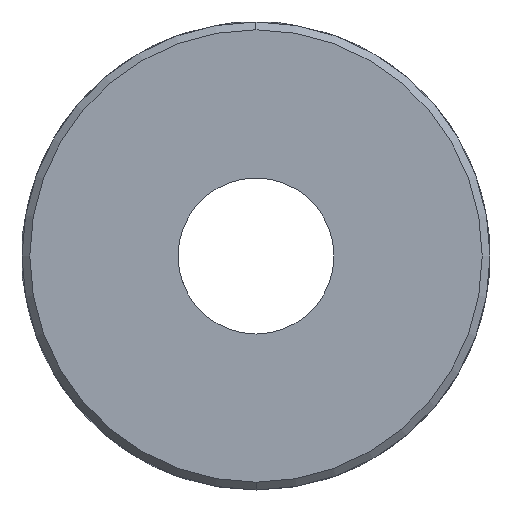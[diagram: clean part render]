
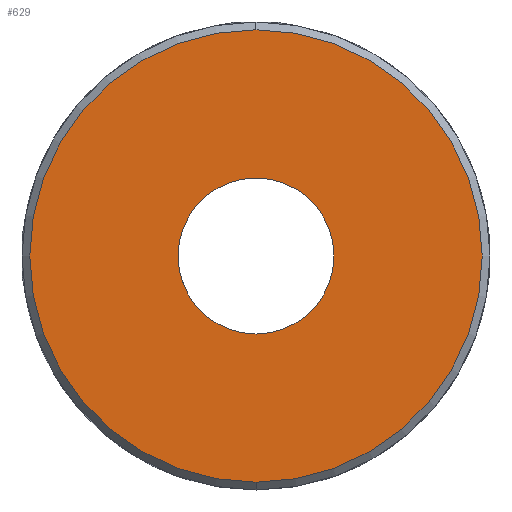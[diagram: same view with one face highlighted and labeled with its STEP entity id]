
A CAD part, left-side view. The second image highlights one B-rep face of the part: STEP entity #629.
In plain terms, the highlighted planar face has unit normal (-1, 0, 0).
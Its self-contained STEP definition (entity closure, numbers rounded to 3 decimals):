
#26 = DIRECTION ( 'NONE',  ( -1., 0., 0. ) ) ;
#114 = AXIS2_PLACEMENT_3D ( 'NONE', #420, #1586, #270 ) ;
#119 = CIRCLE ( 'NONE', #665, 5. ) ;
#142 = CARTESIAN_POINT ( 'NONE',  ( 0., 0., 14.5 ) ) ;
#161 = FACE_BOUND ( 'NONE', #479, .T. ) ;
#168 = VERTEX_POINT ( 'NONE', #1285 ) ;
#170 = CARTESIAN_POINT ( 'NONE',  ( 0., 0., 5. ) ) ;
#257 = DIRECTION ( 'NONE',  ( 1., 0., 0. ) ) ;
#270 = DIRECTION ( 'NONE',  ( 0., 0., -1. ) ) ;
#290 = ORIENTED_EDGE ( 'NONE', *, *, #676, .T. ) ;
#296 = ORIENTED_EDGE ( 'NONE', *, *, #1249, .F. ) ;
#300 = CARTESIAN_POINT ( 'NONE',  ( 0., 0., 0. ) ) ;
#407 = CIRCLE ( 'NONE', #114, 14.5 ) ;
#420 = CARTESIAN_POINT ( 'NONE',  ( 0., 0., 0. ) ) ;
#440 = FACE_OUTER_BOUND ( 'NONE', #834, .T. ) ;
#453 = CARTESIAN_POINT ( 'NONE',  ( 0., 0., 0. ) ) ;
#479 = EDGE_LOOP ( 'NONE', ( #290, #1665 ) ) ;
#563 = DIRECTION ( 'NONE',  ( 0., 0., 1. ) ) ;
#605 = VERTEX_POINT ( 'NONE', #170 ) ;
#617 = DIRECTION ( 'NONE',  ( 0., 0., 1. ) ) ;
#629 = ADVANCED_FACE ( 'NONE', ( #440, #161 ), #826, .T. ) ;
#665 = AXIS2_PLACEMENT_3D ( 'NONE', #300, #1634, #563 ) ;
#676 = EDGE_CURVE ( 'NONE', #605, #168, #119, .T. ) ;
#717 = DIRECTION ( 'NONE',  ( 1., 0., 0. ) ) ;
#740 = CARTESIAN_POINT ( 'NONE',  ( 0., 0., -14.5 ) ) ;
#815 = ORIENTED_EDGE ( 'NONE', *, *, #930, .F. ) ;
#826 = PLANE ( 'NONE',  #933 ) ;
#834 = EDGE_LOOP ( 'NONE', ( #815, #296 ) ) ;
#836 = DIRECTION ( 'NONE',  ( 0., 0., 1. ) ) ;
#879 = VERTEX_POINT ( 'NONE', #740 ) ;
#902 = DIRECTION ( 'NONE',  ( 0., 0., -1. ) ) ;
#925 = VERTEX_POINT ( 'NONE', #142 ) ;
#930 = EDGE_CURVE ( 'NONE', #925, #879, #1482, .T. ) ;
#933 = AXIS2_PLACEMENT_3D ( 'NONE', #978, #26, #836 ) ;
#978 = CARTESIAN_POINT ( 'NONE',  ( 0., -14.769, -14.5 ) ) ;
#1161 = CIRCLE ( 'NONE', #1246, 5. ) ;
#1246 = AXIS2_PLACEMENT_3D ( 'NONE', #453, #717, #617 ) ;
#1249 = EDGE_CURVE ( 'NONE', #879, #925, #407, .T. ) ;
#1263 = AXIS2_PLACEMENT_3D ( 'NONE', #1449, #257, #902 ) ;
#1285 = CARTESIAN_POINT ( 'NONE',  ( 0., 0., -5. ) ) ;
#1415 = EDGE_CURVE ( 'NONE', #168, #605, #1161, .T. ) ;
#1449 = CARTESIAN_POINT ( 'NONE',  ( 0., 0., 0. ) ) ;
#1482 = CIRCLE ( 'NONE', #1263, 14.5 ) ;
#1586 = DIRECTION ( 'NONE',  ( 1., 0., 0. ) ) ;
#1634 = DIRECTION ( 'NONE',  ( 1., 0., 0. ) ) ;
#1665 = ORIENTED_EDGE ( 'NONE', *, *, #1415, .T. ) ;
